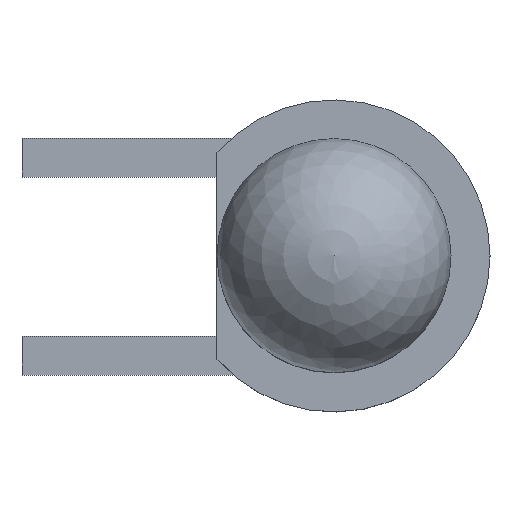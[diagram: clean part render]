
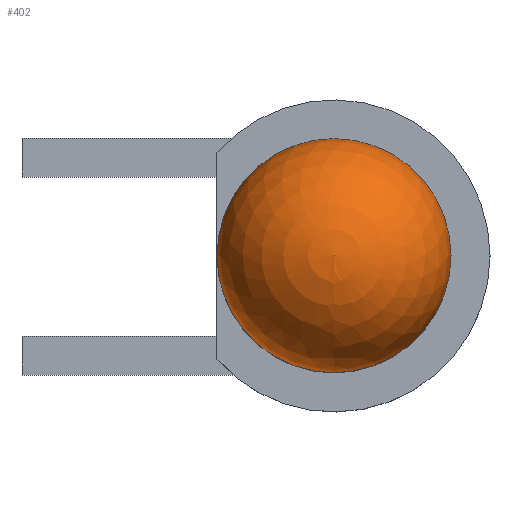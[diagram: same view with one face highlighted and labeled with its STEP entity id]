
A CAD part, top view. The second image highlights one B-rep face of the part: STEP entity #402.
In plain terms, the highlighted spherical face has radius 1.5 mm.
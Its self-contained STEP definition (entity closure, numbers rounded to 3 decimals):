
#402=ADVANCED_FACE('',(#588),#590,.T.);
#588=FACE_OUTER_BOUND('',#589,.T.);
#589=EDGE_LOOP('',(#710));
#590=SPHERICAL_SURFACE('',#591,1.5);
#591=AXIS2_PLACEMENT_3D('',#592,#593,#594);
#592=CARTESIAN_POINT('',(0.,0.,3.5));
#593=DIRECTION('',(0.,0.,1.));
#594=DIRECTION('',(0.,-1.,0.));
#710=ORIENTED_EDGE('',*,*,#766,.T.);
#766=EDGE_CURVE('',#862,#862,#863,.T.);
#862=VERTEX_POINT('',#1081);
#863=CIRCLE('',#1082,1.5);
#1081=CARTESIAN_POINT('',(0.,-1.5,3.5));
#1082=AXIS2_PLACEMENT_3D('',#1083,#1084,#1085);
#1083=CARTESIAN_POINT('',(0.,0.,3.5));
#1084=DIRECTION('',(0.,0.,1.));
#1085=DIRECTION('',(0.,-1.,0.));
